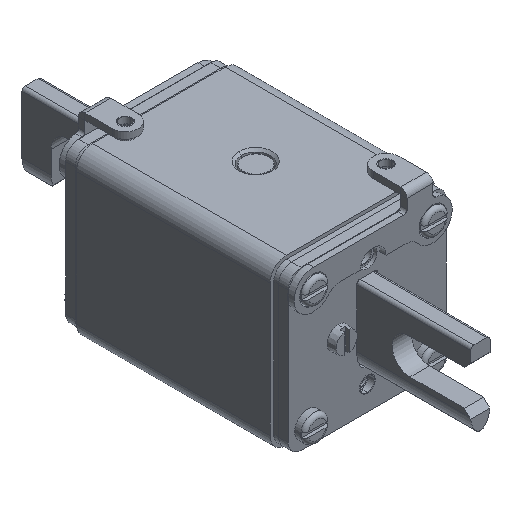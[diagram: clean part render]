
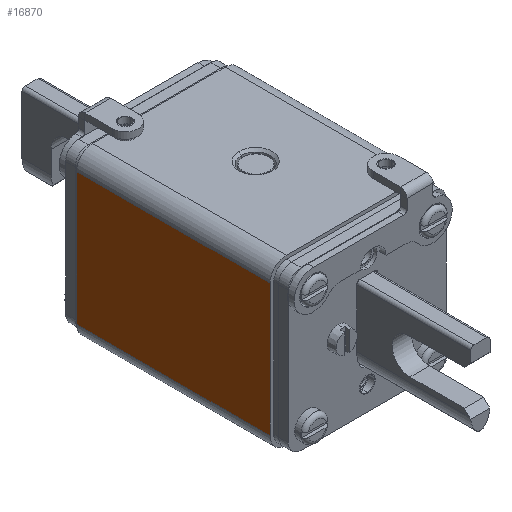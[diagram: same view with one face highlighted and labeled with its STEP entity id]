
A CAD part, isometric view. The second image highlights one B-rep face of the part: STEP entity #16870.
In plain terms, the highlighted face is planar.
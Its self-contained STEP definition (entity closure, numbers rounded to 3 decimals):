
#14829=DIRECTION('',(0.,1.,0.));
#14830=VECTOR('',#14829,41.);
#14831=CARTESIAN_POINT('',(-30.,-20.5,-25.5));
#14832=LINE('',#14831,#14830);
#14888=DIRECTION('',(-1.,0.,0.));
#14889=VECTOR('',#14888,60.);
#14890=CARTESIAN_POINT('',(30.,-20.5,-25.5));
#14891=LINE('',#14890,#14889);
#15271=DIRECTION('',(1.,0.,0.));
#15272=VECTOR('',#15271,60.);
#15273=CARTESIAN_POINT('',(-30.,20.5,-25.5));
#15274=LINE('',#15273,#15272);
#15285=DIRECTION('',(0.,1.,0.));
#15286=VECTOR('',#15285,41.);
#15287=CARTESIAN_POINT('',(30.,-20.5,-25.5));
#15288=LINE('',#15287,#15286);
#16334=CARTESIAN_POINT('',(-30.,-20.5,-25.5));
#16336=VERTEX_POINT('',#16334);
#16337=CARTESIAN_POINT('',(-30.,20.5,-25.5));
#16338=VERTEX_POINT('',#16337);
#16351=CARTESIAN_POINT('',(30.,-20.5,-25.5));
#16352=VERTEX_POINT('',#16351);
#16583=CARTESIAN_POINT('',(30.,20.5,-25.5));
#16584=VERTEX_POINT('',#16583);
#16858=CARTESIAN_POINT('',(-30.,-25.5,-25.5));
#16859=DIRECTION('',(0.,0.,-1.));
#16860=DIRECTION('',(0.,1.,0.));
#16861=AXIS2_PLACEMENT_3D('',#16858,#16859,#16860);
#16862=PLANE('',#16861);
#16863=ORIENTED_EDGE('',*,*,#16647,.F.);
#16865=ORIENTED_EDGE('',*,*,#16864,.T.);
#16866=ORIENTED_EDGE('',*,*,#16850,.F.);
#16867=ORIENTED_EDGE('',*,*,#16620,.F.);
#16868=EDGE_LOOP('',(#16863,#16865,#16866,#16867));
#16869=FACE_OUTER_BOUND('',#16868,.F.);
#16620=EDGE_CURVE('',#16336,#16338,#14832,.T.);
#16647=EDGE_CURVE('',#16352,#16336,#14891,.T.);
#16850=EDGE_CURVE('',#16338,#16584,#15274,.T.);
#16864=EDGE_CURVE('',#16352,#16584,#15288,.T.);
#16870=ADVANCED_FACE('',(#16869),#16862,.T.);
